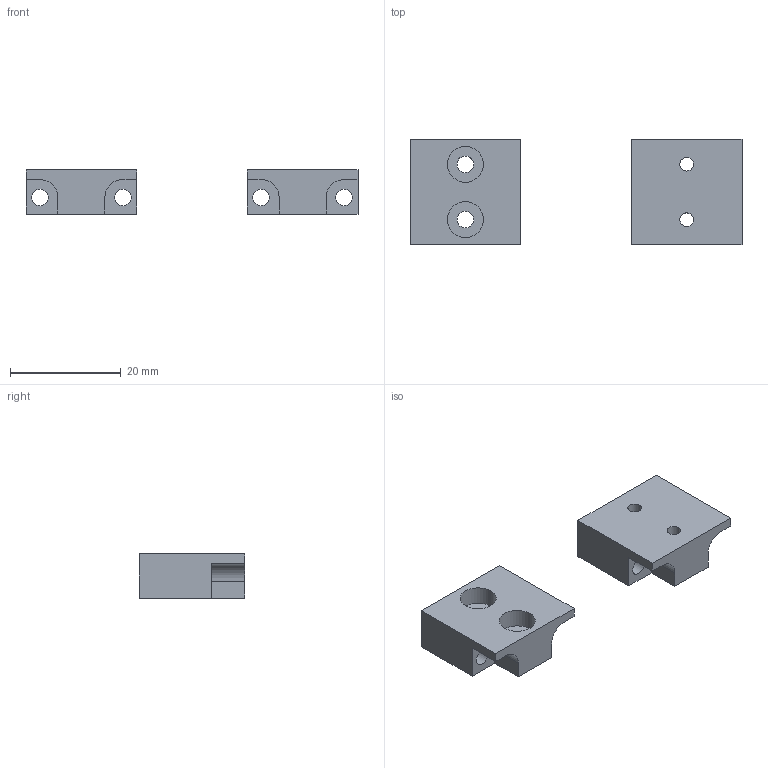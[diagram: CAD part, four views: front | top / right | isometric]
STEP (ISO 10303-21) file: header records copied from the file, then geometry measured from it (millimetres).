
FILE_DESCRIPTION((''),'2;1');
FILE_NAME('Druckbettträger-Klemmer (MZ_28-03-2016_21-00).stp','2016-03-28T20:59:27',('Michu'),(''),'Autodesk Inventor 2013','Autodesk Inventor 2013','');
FILE_SCHEMA(('AUTOMOTIVE_DESIGN { 1 0 10303 214 1 1 1 1 }'));
Length unit declared in the file: millimetre
Products named in the file (1): Druckbettträger-Klemmer
Bounding box: 60 x 19 x 8 mm (x, y, z)
Volume: 4537.7 mm3; surface area: 3470 mm2
Topology: 2 solids, 2 shells, 40 faces, 104 edges, 70 vertices
Faces by surface type: plane 26, cylinder 14
Full cylindrical faces by diameter (mm): 2.459 x2, 3 x6, 6.5 x2
Entity records: 1224 total; most frequent: DIRECTION 202, CARTESIAN_POINT 201, ORIENTED_EDGE 184, EDGE_CURVE 92, AXIS2_PLACEMENT_3D 69, VERTEX_POINT 68, EDGE_LOOP 68, VECTOR 64
